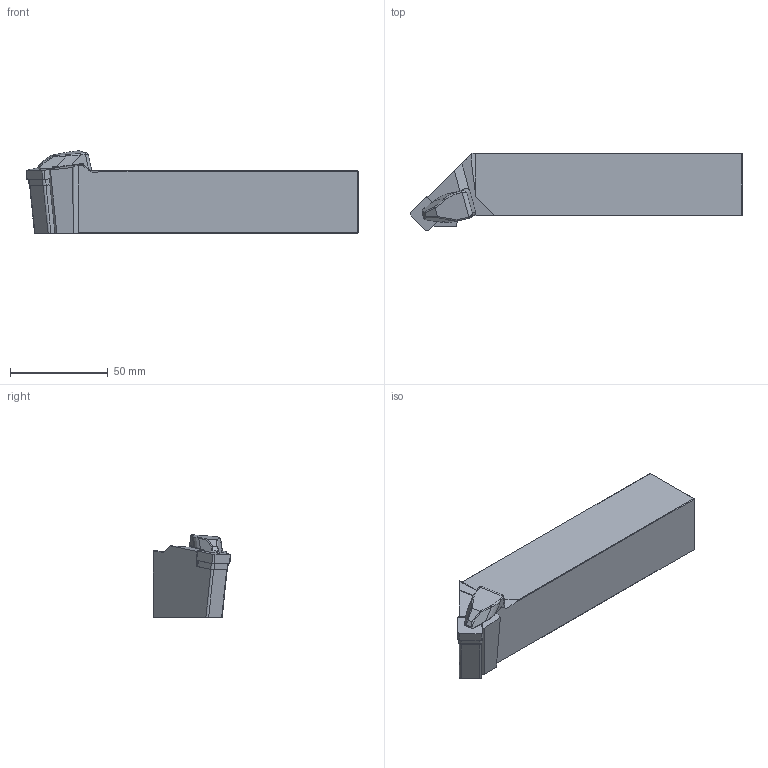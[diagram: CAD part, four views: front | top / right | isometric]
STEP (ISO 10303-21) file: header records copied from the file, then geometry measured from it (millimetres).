
FILE_DESCRIPTION(/* description */ (''),/* implementation_level */ '2;1');
FILE_NAME(/* name */ 'TSSNR-3232-P12.stp',/* time_stamp */ '2023-10-16T09:26:21+03:00',/* author */ (''),/* organization */ (''),/* preprocessor_version */ 'ST-DEVELOPER v19.4',/* originating_system */ 'SIEMENS PLM Software NX2306.3001',/* authorisation */ '');
FILE_SCHEMA (('AUTOMOTIVE_DESIGN { 1 0 10303 214 3 1 1 1 }'));
Length unit declared in the file: millimetre
Products named in the file (1): TSSNR-3232-P12
Bounding box: 169.67 x 39.67 x 42.08 mm (x, y, z)
Volume: 162676.1 mm3; surface area: 23933.4 mm2
Topology: 2 solids, 2 shells, 143 faces, 359 edges, 218 vertices
Faces by surface type: plane 68, cylinder 52, bspline 19, torus 2, sphere 2
Full cylindrical faces by diameter (mm): 4.4 x1, 6.4 x1
Entity records: 4687 total; most frequent: CARTESIAN_POINT 1289, DIRECTION 711, ORIENTED_EDGE 704, EDGE_CURVE 352, AXIS2_PLACEMENT_3D 250, VERTEX_POINT 218, LINE 211, VECTOR 211
